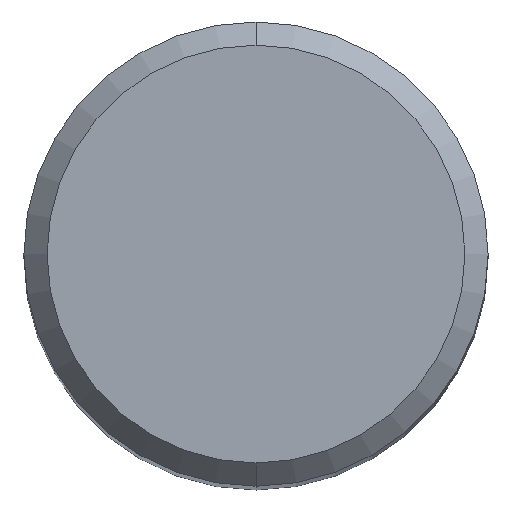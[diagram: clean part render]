
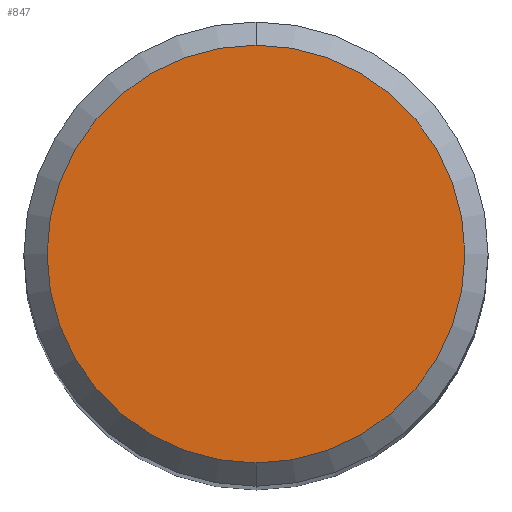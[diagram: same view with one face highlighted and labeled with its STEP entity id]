
A CAD part, top view. The second image highlights one B-rep face of the part: STEP entity #847.
In plain terms, the highlighted planar face has unit normal (0, 0, 1).
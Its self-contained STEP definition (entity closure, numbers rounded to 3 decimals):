
#495=EDGE_CURVE('',#785,#737,#1125,.T.);
#733=EDGE_CURVE('',#737,#785,#1385,.T.);
#737=VERTEX_POINT('',#1390);
#785=VERTEX_POINT('',#1442);
#847=ADVANCED_FACE('',(#1509),#1510,.T.);
#1125=CIRCLE('',#2716,4.5);
#1385=CIRCLE('',#4004,4.5);
#1390=CARTESIAN_POINT('',(0.0,4.5,0.0));
#1442=CARTESIAN_POINT('',(0.,-4.5,0.0));
#1509=FACE_OUTER_BOUND('',#5011,.T.);
#1510=PLANE('',#5012);
#2716=AXIS2_PLACEMENT_3D('',#6096,#6097,#6098);
#4004=AXIS2_PLACEMENT_3D('',#6365,#6366,#6367);
#5011=EDGE_LOOP('',(#6510,#6511));
#5012=AXIS2_PLACEMENT_3D('',#6512,#6513,#6514);
#6096=CARTESIAN_POINT('',(0.0,0.0,0.0));
#6097=DIRECTION('',(0.0,0.0,-1.0));
#6098=DIRECTION('',(0.0,1.0,0.0));
#6365=CARTESIAN_POINT('',(0.0,0.0,0.0));
#6366=DIRECTION('',(0.0,0.0,-1.0));
#6367=DIRECTION('',(0.0,1.0,0.0));
#6510=ORIENTED_EDGE('',*,*,#733,.F.);
#6511=ORIENTED_EDGE('',*,*,#495,.F.);
#6512=CARTESIAN_POINT('',(0.0,2.25,0.0));
#6513=DIRECTION('',(-0.0,0.0,1.0));
#6514=DIRECTION('',(0.0,-1.0,0.0));
